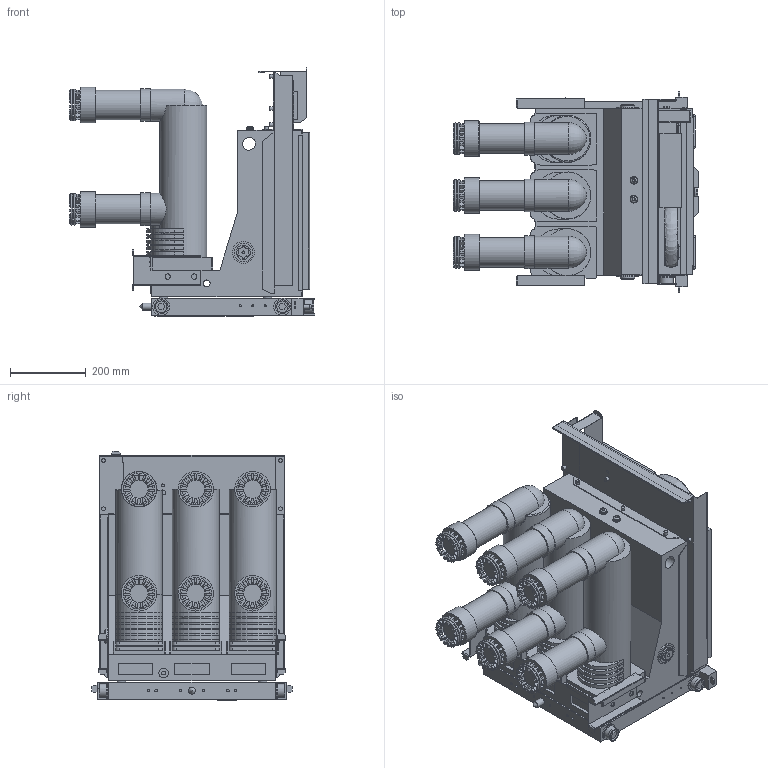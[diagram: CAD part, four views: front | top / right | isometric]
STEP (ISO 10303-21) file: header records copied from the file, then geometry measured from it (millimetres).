
FILE_DESCRIPTION(('STEP AP203'), '1');
FILE_NAME('ESQ BB(D) 12_1250-25-150-M-Ó3', '', ('UNSPECIFIED'), ('UNSPECIFIED'), 'C3D Converter', 'C3D Toolkit', '');
FILE_SCHEMA(('CONFIG_CONTROL_DESIGN'));
Length unit declared in the file: millimetre
Assembly tree (10 placements, depth 3):
  (unnamed)
    (unnamed)
    (unnamed)
      (unnamed)  x2
    (unnamed)  x6
Bounding box: 647.51 x 529 x 659.07 mm (x, y, z)
Volume: 79516223.7 mm3; surface area: 3515508.7 mm2
Topology: 113 solids, 113 shells, 5366 faces, 14357 edges, 9544 vertices
Faces by surface type: plane 2908, extrusion 1907, cylinder 519, torus 26, bspline 5, cone 1
Full cylindrical faces by diameter (mm): 2 x1, 4 x2, 5 x2, 6 x3, 7 x6, 7.647 x2, 8 x2, 9 x4, 10 x15, 11 x6, 12 x5, 14 x4, 16 x4, 17 x4, 18 x2, 20 x4, 24 x4, 25 x1, 26 x4, 30 x4, 34 x2, 36 x5, 38 x3, 44 x1, 45 x3, 48 x6, 49 x2, 58 x2, 78 x6, 84 x6
Entity records: 238667 total; most frequent: CARTESIAN_POINT 97789, ORIENTED_EDGE 23880, DIRECTION 15730, EDGE_CURVE 11940, VECTOR 9348, VERTEX_POINT 8047, LINE 7441, B_SPLINE_CURVE_WITH_KNOTS 5752
